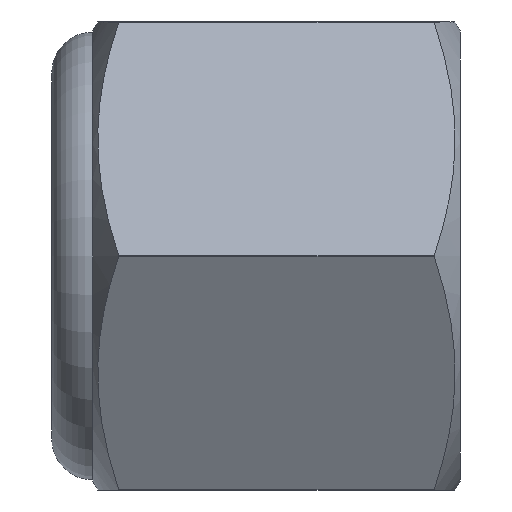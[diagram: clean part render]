
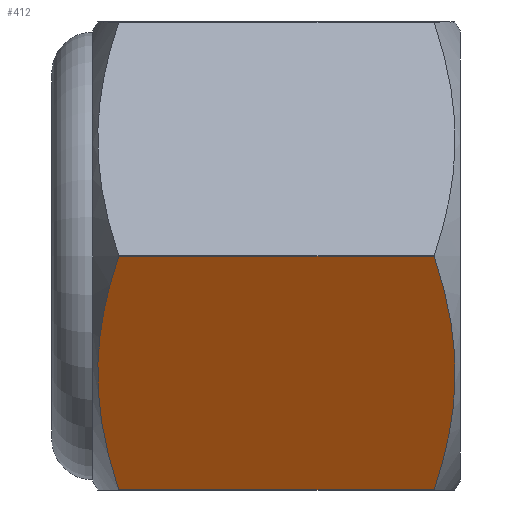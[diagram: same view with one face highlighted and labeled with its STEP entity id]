
A CAD part, front view. The second image highlights one B-rep face of the part: STEP entity #412.
In plain terms, the highlighted planar face has unit normal (0, -0.866, -0.5).
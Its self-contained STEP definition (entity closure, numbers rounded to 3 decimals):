
#359=CARTESIAN_POINT('',(15.24,-4.561,-9.562));
#360=DIRECTION('',(0.0,0.866,0.5));
#361=DIRECTION('',(-1.0,0.0,0.0));
#362=AXIS2_PLACEMENT_3D('',#359,#360,#361);
#363=PLANE('',#362);
#364=CARTESIAN_POINT('',(2.494,-5.043,-8.728));
#365=VERTEX_POINT('',#364);
#366=CARTESIAN_POINT('',(2.494,-10.08,-0.003));
#367=VERTEX_POINT('',#366);
#368=CARTESIAN_POINT('',(2.494,-5.043,-8.728));
#369=CARTESIAN_POINT('',(1.041,-7.561,-4.366));
#370=CARTESIAN_POINT('',(2.494,-10.08,-0.003));
#378=(BOUNDED_CURVE()B_SPLINE_CURVE(2,(#368,#369,#370),.UNSPECIFIED.,.F.,.U.)B_SPLINE_CURVE_WITH_KNOTS((3,3),(0.0,1.019),.UNSPECIFIED.)CURVE()GEOMETRIC_REPRESENTATION_ITEM()RATIONAL_B_SPLINE_CURVE((1.0,1.154,1.0))REPRESENTATION_ITEM(''));
#379=EDGE_CURVE('',#365,#367,#378,.T.);
#380=ORIENTED_EDGE('',*,*,#379,.F.);
#381=CARTESIAN_POINT('',(14.27,-5.043,-8.728));
#382=VERTEX_POINT('',#381);
#383=CARTESIAN_POINT('',(14.27,-5.043,-8.728));
#384=DIRECTION('',(-1.0,0.0,0.0));
#385=VECTOR('',#384,11.776);
#386=LINE('',#383,#385);
#387=EDGE_CURVE('',#382,#365,#386,.T.);
#388=ORIENTED_EDGE('',*,*,#387,.F.);
#389=CARTESIAN_POINT('',(14.27,-10.08,-0.003));
#390=VERTEX_POINT('',#389);
#391=CARTESIAN_POINT('',(14.27,-10.08,-0.003));
#392=CARTESIAN_POINT('',(15.723,-7.561,-4.366));
#393=CARTESIAN_POINT('',(14.27,-5.043,-8.728));
#401=(BOUNDED_CURVE()B_SPLINE_CURVE(2,(#391,#392,#393),.UNSPECIFIED.,.F.,.U.)B_SPLINE_CURVE_WITH_KNOTS((3,3),(0.0,1.019),.UNSPECIFIED.)CURVE()GEOMETRIC_REPRESENTATION_ITEM()RATIONAL_B_SPLINE_CURVE((1.0,1.154,1.0))REPRESENTATION_ITEM(''));
#402=EDGE_CURVE('',#390,#382,#401,.T.);
#403=ORIENTED_EDGE('',*,*,#402,.F.);
#404=CARTESIAN_POINT('',(2.494,-10.08,-0.003));
#405=DIRECTION('',(1.0,0.0,0.0));
#406=VECTOR('',#405,11.776);
#407=LINE('',#404,#406);
#408=EDGE_CURVE('',#367,#390,#407,.T.);
#409=ORIENTED_EDGE('',*,*,#408,.F.);
#410=EDGE_LOOP('',(#380,#388,#403,#409));
#411=FACE_OUTER_BOUND('',#410,.T.);
#412=ADVANCED_FACE('',(#411),#363,.F.);
